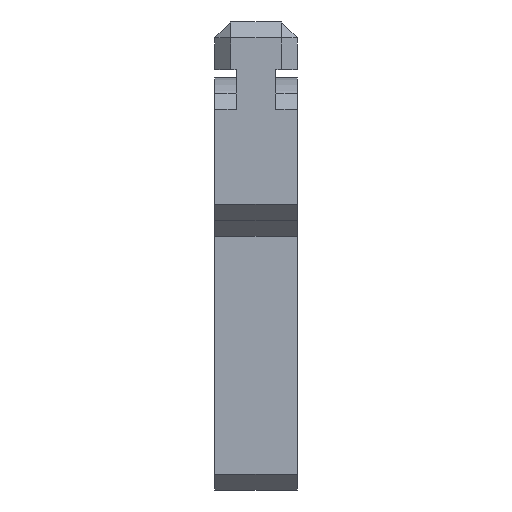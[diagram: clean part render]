
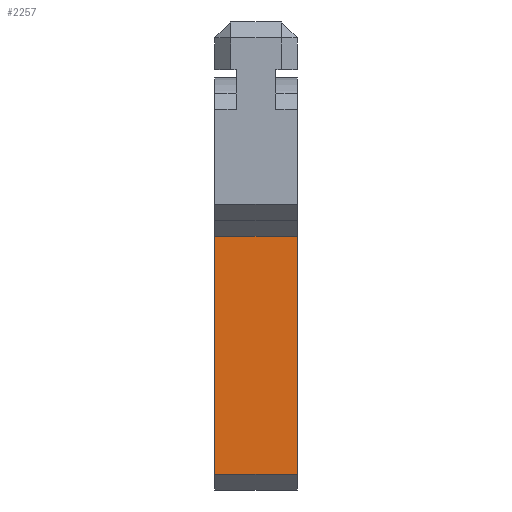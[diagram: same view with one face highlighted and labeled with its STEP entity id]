
A CAD part, left-side view. The second image highlights one B-rep face of the part: STEP entity #2257.
In plain terms, the highlighted planar face has unit normal (-1, 0, 0).
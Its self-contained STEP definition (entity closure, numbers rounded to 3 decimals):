
#85 = DIRECTION ( 'NONE',  ( 0., 0., 1. ) ) ;
#91 = ORIENTED_EDGE ( 'NONE', *, *, #871, .T. ) ;
#107 = LINE ( 'NONE', #1184, #2043 ) ;
#138 = DIRECTION ( 'NONE',  ( 0., 0., -1. ) ) ;
#157 = VERTEX_POINT ( 'NONE', #1221 ) ;
#237 = DIRECTION ( 'NONE',  ( 0., 1., 0. ) ) ;
#282 = CARTESIAN_POINT ( 'NONE',  ( -8., -2.6, -25. ) ) ;
#321 = CARTESIAN_POINT ( 'NONE',  ( -8., 2.6, -25. ) ) ;
#498 = EDGE_CURVE ( 'NONE', #2187, #855, #937, .T. ) ;
#510 = CARTESIAN_POINT ( 'NONE',  ( -8., 2.6, -24. ) ) ;
#611 = EDGE_LOOP ( 'NONE', ( #1624, #91, #1264, #1070 ) ) ;
#691 = DIRECTION ( 'NONE',  ( 0., -1., 0. ) ) ;
#738 = EDGE_CURVE ( 'NONE', #2187, #1346, #1365, .T. ) ;
#836 = VECTOR ( 'NONE', #1143, 1000. ) ;
#855 = VERTEX_POINT ( 'NONE', #983 ) ;
#871 = EDGE_CURVE ( 'NONE', #157, #1346, #107, .T. ) ;
#937 = LINE ( 'NONE', #510, #1888 ) ;
#945 = CARTESIAN_POINT ( 'NONE',  ( -8., 2.6, -25. ) ) ;
#983 = CARTESIAN_POINT ( 'NONE',  ( -8., -2.6, -24. ) ) ;
#1000 = EDGE_CURVE ( 'NONE', #855, #157, #2228, .T. ) ;
#1070 = ORIENTED_EDGE ( 'NONE', *, *, #498, .T. ) ;
#1143 = DIRECTION ( 'NONE',  ( 0., 0., 1. ) ) ;
#1184 = CARTESIAN_POINT ( 'NONE',  ( -8., 2.6, -9. ) ) ;
#1221 = CARTESIAN_POINT ( 'NONE',  ( -8., -2.6, -9. ) ) ;
#1264 = ORIENTED_EDGE ( 'NONE', *, *, #738, .F. ) ;
#1282 = DIRECTION ( 'NONE',  ( 1., 0., 0. ) ) ;
#1333 = VECTOR ( 'NONE', #85, 1000. ) ;
#1346 = VERTEX_POINT ( 'NONE', #1710 ) ;
#1365 = LINE ( 'NONE', #945, #836 ) ;
#1624 = ORIENTED_EDGE ( 'NONE', *, *, #1000, .T. ) ;
#1710 = CARTESIAN_POINT ( 'NONE',  ( -8., 2.6, -9. ) ) ;
#1888 = VECTOR ( 'NONE', #691, 1000. ) ;
#2006 = PLANE ( 'NONE',  #2277 ) ;
#2043 = VECTOR ( 'NONE', #237, 1000. ) ;
#2143 = FACE_OUTER_BOUND ( 'NONE', #611, .T. ) ;
#2187 = VERTEX_POINT ( 'NONE', #2322 ) ;
#2228 = LINE ( 'NONE', #282, #1333 ) ;
#2257 = ADVANCED_FACE ( 'NONE', ( #2143 ), #2006, .F. ) ;
#2277 = AXIS2_PLACEMENT_3D ( 'NONE', #321, #1282, #138 ) ;
#2322 = CARTESIAN_POINT ( 'NONE',  ( -8., 2.6, -24. ) ) ;
